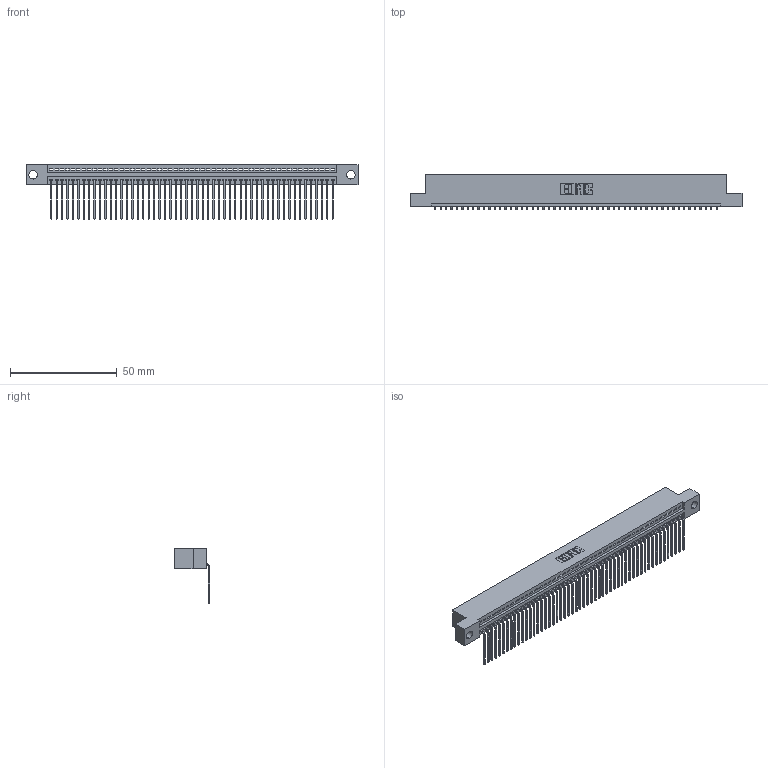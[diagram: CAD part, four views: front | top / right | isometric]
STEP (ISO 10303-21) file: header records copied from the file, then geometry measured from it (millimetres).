
FILE_DESCRIPTION (( 'STEP AP203' ), '1' );
FILE_NAME ('395-053-559-104.STEP', '2018-11-21T05:38:29', ( '' ), ( '' ), 'SwSTEP 2.0', 'SolidWorks 2016', '' );
FILE_SCHEMA (( 'CONFIG_CONTROL_DESIGN' ));
Length unit declared in the file: inch
Products named in the file (3): 345-292-001_558 559 Tail - 1; 345 Part_Flush Mounting Lugs - 0.156 Dia-TH; 395-053-559-104
Assembly tree (54 placements, depth 2):
  395-053-559-104
    345 Part_Flush Mounting Lugs - 0.156 Dia-TH
    345-292-001_558 559 Tail - 1  x53
Bounding box: 155.83 x 16.75 x 25.53 mm (x, y, z)
Volume: 14979.6 mm3; surface area: 20902.5 mm2
Topology: 54 solids, 54 shells, 3306 faces, 9987 edges, 6586 vertices
Faces by surface type: plane 2306, cylinder 1000
Entity records: 38495 total; most frequent: CARTESIAN_POINT 6675, ORIENTED_EDGE 6662, DIRECTION 5813, EDGE_CURVE 3331, VECTOR 2987, LINE 2987, VERTEX_POINT 2218, AXIS2_PLACEMENT_3D 1413
